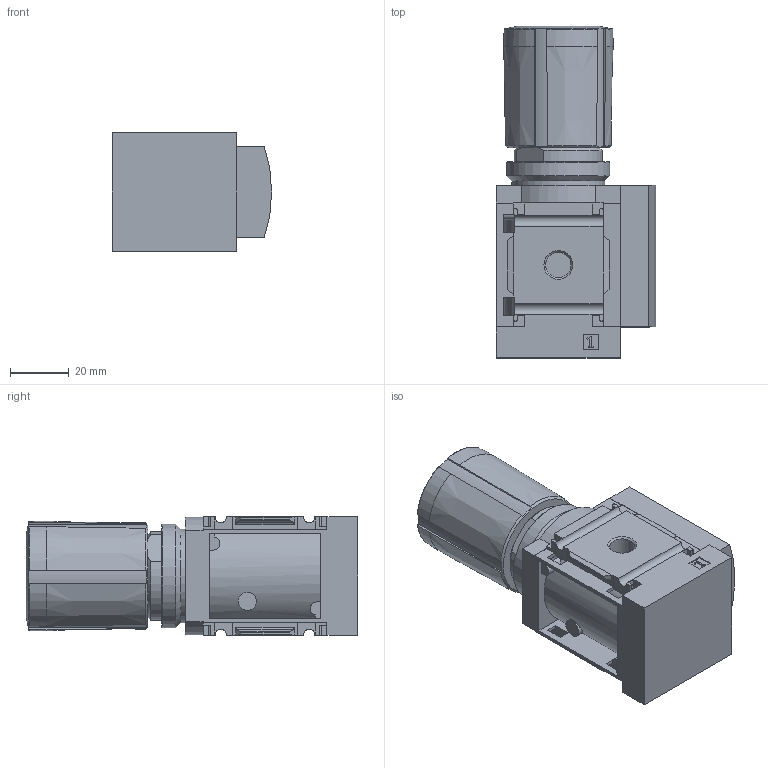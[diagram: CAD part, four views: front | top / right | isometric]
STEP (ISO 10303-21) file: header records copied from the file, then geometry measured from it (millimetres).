
FILE_DESCRIPTION(/* description */ ('STEP AP214'),/* implementation_level */ '2;1');
FILE_NAME(/* name */ '563993_MS4-LR-1_8-D7-VS-DM1',/* time_stamp */ '2024-09-09T19:20:41+02:00',/* author */ ('License CC BY-ND 4.0'),/* organization */ ('CADENAS'),/* preprocessor_version */ 'ST-DEVELOPER v19.3',/* originating_system */ 'PARTsolutions',/* authorisation */ ' ');
FILE_SCHEMA (('AUTOMOTIVE_DESIGN {1 0 10303 214 3 1 1}'));
Length unit declared in the file: millimetre
Products named in the file (3): 563993 MS4-LR-1/8-D7-VS-DM1; 527690 MS4-LR-1/8-D7-VS-DM1-0D; 3343944 LRP-...-6
Assembly tree (2 placements, depth 2):
  563993 MS4-LR-1/8-D7-VS-DM1
    527690 MS4-LR-1/8-D7-VS-DM1-0D
    3343944 LRP-...-6
Bounding box: 54 x 112.53 x 40.2 mm (x, y, z)
Volume: 154476.6 mm3; surface area: 26017 mm2
Topology: 2 solids, 2 shells, 273 faces, 761 edges, 501 vertices
Faces by surface type: plane 183, cylinder 57, cone 23, torus 8, sphere 2
Full cylindrical faces by diameter (mm): 0.59 x1, 6.1 x1, 8.566 x2, 23.7 x1, 28.376 x1, 31.6 x1, 35 x1
Entity records: 10524 total; most frequent: CARTESIAN_POINT 1683, ORIENTED_EDGE 1466, DIRECTION 1390, EDGE_CURVE 733, LINE 522, VECTOR 522, VERTEX_POINT 495, AXIS2_PLACEMENT_3D 434
